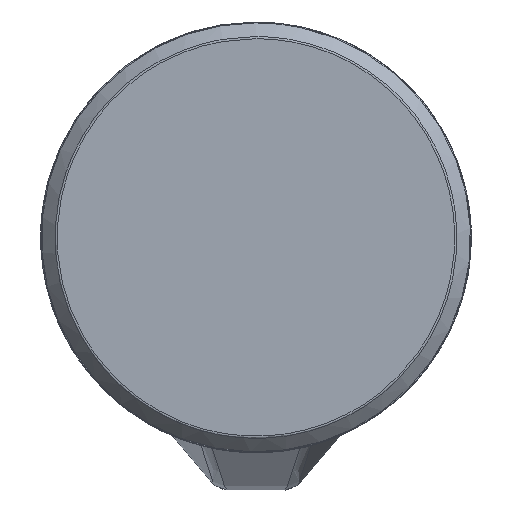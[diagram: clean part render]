
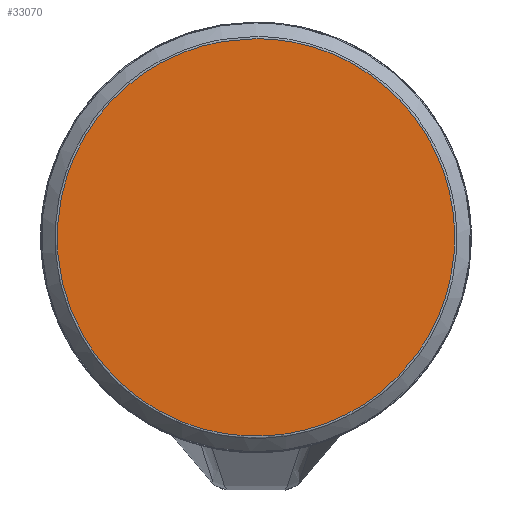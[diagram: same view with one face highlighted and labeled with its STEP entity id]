
A CAD part, front view. The second image highlights one B-rep face of the part: STEP entity #33070.
In plain terms, the highlighted free-form (B-spline) face has degree [1, 1] with [2, 2] control points.
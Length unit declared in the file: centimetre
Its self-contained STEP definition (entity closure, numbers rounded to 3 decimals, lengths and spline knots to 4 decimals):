
#26180 = CARTESIAN_POINT ('', (0.0001, 0., 12.9172));
#26190 = VERTEX_POINT ('', #26180);
#26200 = CARTESIAN_POINT ('', (0.0001, 0., 12.9172));
#26210 = CARTESIAN_POINT ('', (-1.2961, 0., 12.9172));
#26220 = CARTESIAN_POINT ('', (-2.6067, 0., 12.7176));
#26230 = CARTESIAN_POINT ('', (-3.8442, 0., 12.3319));
#26240 = CARTESIAN_POINT ('', (-5.0817, 0., 11.9461));
#26250 = CARTESIAN_POINT ('', (-6.2736, 0., 11.3656));
#26260 = CARTESIAN_POINT ('', (-7.3402, 0., 10.629));
#26270 = CARTESIAN_POINT ('', (-8.4068, 0., 9.8924));
#26280 = CARTESIAN_POINT ('', (-9.3718, 0., 8.9834));
#26290 = CARTESIAN_POINT ('', (-10.1709, 0., 7.9628));
#26300 = CARTESIAN_POINT ('', (-10.9699, 0., 6.9422));
#26310 = CARTESIAN_POINT ('', (-11.6208, 0., 5.7872));
#26320 = CARTESIAN_POINT ('', (-12.0798, 0., 4.575));
#26330 = CARTESIAN_POINT ('', (-12.3094, 0., 3.9689));
#26340 = CARTESIAN_POINT ('', (-12.4952, 0., 3.3383));
#26350 = CARTESIAN_POINT ('', (-12.6309, 0., 2.7046));
#26360 = CARTESIAN_POINT ('', (-12.7665, 0., 2.0708));
#26370 = CARTESIAN_POINT ('', (-12.8553, 0., 1.4195));
#26380 = CARTESIAN_POINT ('', (-12.894, 0., 0.7725));
#26390 = CARTESIAN_POINT ('', (-12.9092, 0., 0.5197));
#26400 = CARTESIAN_POINT ('', (-12.9169, 0., 0.2664));
#26410 = CARTESIAN_POINT ('', (-12.9172, 0., 0.0132));
#26420 = CARTESIAN_POINT ('', (-12.9178, 0., -0.6349));
#26430 = CARTESIAN_POINT ('', (-12.8689, 0., -1.2905));
#26440 = CARTESIAN_POINT ('', (-12.772, 0., -1.9313));
#26450 = CARTESIAN_POINT ('', (-12.6751, 0., -2.5721));
#26460 = CARTESIAN_POINT ('', (-12.528, 0., -3.2128));
#26470 = CARTESIAN_POINT ('', (-12.3357, 0., -3.8318));
#26480 = CARTESIAN_POINT ('', (-11.9512, 0., -5.0696));
#26490 = CARTESIAN_POINT ('', (-11.3719, 0., -6.2621));
#26500 = CARTESIAN_POINT ('', (-10.6364, 0., -7.3294));
#26510 = CARTESIAN_POINT ('', (-9.9009, 0., -8.3968));
#26520 = CARTESIAN_POINT ('', (-8.9929, 0., -9.3628));
#26530 = CARTESIAN_POINT ('', (-7.973, 0., -10.1628));
#26540 = CARTESIAN_POINT ('', (-6.9532, 0., -10.9629));
#26550 = CARTESIAN_POINT ('', (-5.7989, 0., -11.6149));
#26560 = CARTESIAN_POINT ('', (-4.5871, 0., -12.0752));
#26570 = CARTESIAN_POINT ('', (-3.9813, 0., -12.3054));
#26580 = CARTESIAN_POINT ('', (-3.3509, 0., -12.4918));
#26590 = CARTESIAN_POINT ('', (-2.7173, 0., -12.6281));
#26600 = CARTESIAN_POINT ('', (-2.0837, 0., -12.7644));
#26610 = CARTESIAN_POINT ('', (-1.4324, 0., -12.8538));
#26620 = CARTESIAN_POINT ('', (-0.7855, 0., -12.8932));
#26630 = CARTESIAN_POINT ('', (-0.5327, 0., -12.9086));
#26640 = CARTESIAN_POINT ('', (-0.2794, 0., -12.9166));
#26650 = CARTESIAN_POINT ('', (-0.0262, 0., -12.9171));
#26660 = CARTESIAN_POINT ('', (0.2271, 0., -12.9176));
#26670 = CARTESIAN_POINT ('', (0.4804, 0., -12.9107));
#26680 = CARTESIAN_POINT ('', (0.7332, 0., -12.8963));
#26690 = CARTESIAN_POINT ('', (1.3803, 0., -12.8595));
#26700 = CARTESIAN_POINT ('', (2.0319, 0., -12.7728));
#26710 = CARTESIAN_POINT ('', (2.6661, 0., -12.639));
#26720 = CARTESIAN_POINT ('', (3.3002, 0., -12.5052));
#26730 = CARTESIAN_POINT ('', (3.9314, 0., -12.3214));
#26740 = CARTESIAN_POINT ('', (4.5382, 0., -12.0937));
#26750 = CARTESIAN_POINT ('', (5.7517, 0., -11.6383));
#26760 = CARTESIAN_POINT ('', (6.9087, 0., -10.991));
#26770 = CARTESIAN_POINT ('', (7.9318, 0., -10.1951));
#26780 = CARTESIAN_POINT ('', (8.9548, 0., -9.3991));
#26790 = CARTESIAN_POINT ('', (9.8668, 0., -8.4368));
#26800 = CARTESIAN_POINT ('', (10.6066, 0., -7.3725));
#26810 = CARTESIAN_POINT ('', (11.3464, 0., -6.3081));
#26820 = CARTESIAN_POINT ('', (11.9306, 0., -5.118));
#26830 = CARTESIAN_POINT ('', (12.3201, 0., -3.8817));
#26840 = CARTESIAN_POINT ('', (12.7096, 0., -2.6454));
#26850 = CARTESIAN_POINT ('', (12.9132, 0., -1.3354));
#26860 = CARTESIAN_POINT ('', (12.9171, 0., -0.0392));
#26870 = CARTESIAN_POINT ('', (12.9197, 0., 0.8194));
#26880 = CARTESIAN_POINT ('', (12.8359, 0., 1.6825));
#26890 = CARTESIAN_POINT ('', (12.6681, 0., 2.5245));
#26900 = CARTESIAN_POINT ('', (12.5003, 0., 3.3665));
#26910 = CARTESIAN_POINT ('', (12.2469, 0., 4.1958));
#26920 = CARTESIAN_POINT ('', (11.9153, 0., 4.9878));
#26930 = CARTESIAN_POINT ('', (11.5838, 0., 5.7797));
#26940 = CARTESIAN_POINT ('', (11.1709, 0., 6.5423));
#26950 = CARTESIAN_POINT ('', (10.6888, 0., 7.2527));
#26960 = CARTESIAN_POINT ('', (10.2068, 0., 7.9632));
#26970 = CARTESIAN_POINT ('', (9.6508, 0., 8.6286));
#26980 = CARTESIAN_POINT ('', (9.0373, 0., 9.2293));
#26990 = CARTESIAN_POINT ('', (8.4239, 0., 9.83));
#27000 = CARTESIAN_POINT ('', (7.7469, 0., 10.3719));
#27010 = CARTESIAN_POINT ('', (7.0265, 0., 10.8389));
#27020 = CARTESIAN_POINT ('', (6.306, 0., 11.3059));
#27030 = CARTESIAN_POINT ('', (5.535, 0., 11.7027));
#27040 = CARTESIAN_POINT ('', (4.7363, 0., 12.0175));
#27050 = CARTESIAN_POINT ('', (3.9375, 0., 12.3324));
#27060 = CARTESIAN_POINT ('', (3.1031, 0., 12.5683));
#27070 = CARTESIAN_POINT ('', (2.2577, 0., 12.7183));
#27080 = CARTESIAN_POINT ('', (1.5139, 0., 12.8504));
#27090 = CARTESIAN_POINT ('', (0.7556, 0., 12.9172));
#27100 = CARTESIAN_POINT ('', (0.0001, 0., 12.9172));
#27110 = B_SPLINE_CURVE_WITH_KNOTS ('', 3, (#26200, #26210, #26220, #26230, #26240, #26250, #26260, #26270, #26280, #26290, #26300, #26310, #26320, #26330, #26340, #26350, #26360, #26370, #26380, #26390, #26400, #26410, #26420, #26430, #26440, #26450, #26460, #26470, #26480, #26490, #26500, #26510, #26520, #26530, #26540, #26550, #26560, #26570, #26580, #26590, #26600, #26610, #26620, #26630, #26640, #26650, #26660, #26670, #26680, #26690, #26700, #26710, #26720, #26730, #26740, #26750, #26760, #26770, #26780, #26790, #26800, #26810, #26820, #26830, #26840, #26850, #26860, #26870, #26880, #26890, #26900, #26910, #26920, #26930, #26940, #26950, #26960, #26970, #26980, #26990, #27000, #27010, #27020, #27030, #27040, #27050, #27060, #27070, #27080, #27090, #27100), .UNSPECIFIED., .T., .U., (4, 3, 3, 3, 3, 3, 3, 3, 3, 3, 3, 3, 3, 3, 3, 3, 3, 3, 3, 3, 3, 3, 3, 3, 3, 3, 3, 3, 3, 3, 4), (0., 3.8886, 7.7773, 11.6659, 15.5546, 17.4989, 19.4432, 20.2029, 22.1472, 24.0915, 27.9802, 31.8688, 35.7575, 37.7018, 39.6461, 40.4058, 41.1655, 43.1098, 45.0542, 48.9428, 52.8314, 56.7201, 60.6087, 63.1844, 65.7602, 68.3359, 70.9116, 73.4873, 76.0631, 78.6388, 80.9051), .UNSPECIFIED.);
#27120 = EDGE_CURVE ('', #26190, #26190, #27110, .T.);
#32990 = ORIENTED_EDGE ('', *, *, #27120, .T.);
#33000 = EDGE_LOOP ('', (#32990));
#33010 = FACE_OUTER_BOUND ('', #33000, .T.);
#33020 = CARTESIAN_POINT ('', (-43.3263, 0., 41.076));
#33030 = CARTESIAN_POINT ('', (39.8294, 0., 41.0752));
#33040 = CARTESIAN_POINT ('', (-43.3271, 0., -42.0798));
#33050 = CARTESIAN_POINT ('', (39.8286, 0., -42.0806));
#33060 = B_SPLINE_SURFACE_WITH_KNOTS ('', 1, 1, ((#33020, #33030), (#33040, #33050)), .UNSPECIFIED., .F., .F., .U., (2, 2), (2, 2), (0., 1.), (0., 1.), .UNSPECIFIED.);
#33070 = ADVANCED_FACE ('', (#33010), #33060, .T.);
